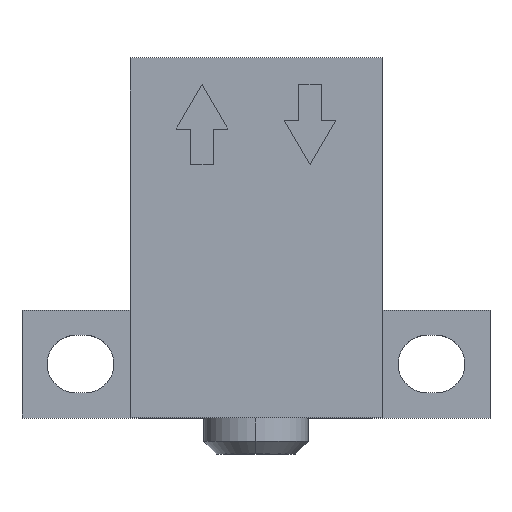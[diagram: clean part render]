
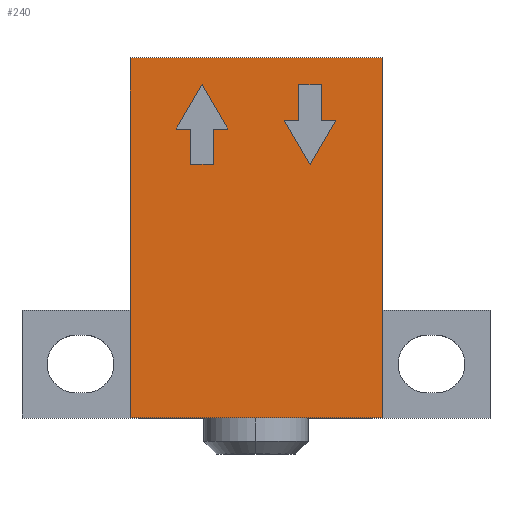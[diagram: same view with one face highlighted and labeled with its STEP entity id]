
A CAD part, top view. The second image highlights one B-rep face of the part: STEP entity #240.
In plain terms, the highlighted planar face has unit normal (0, 0, 1).
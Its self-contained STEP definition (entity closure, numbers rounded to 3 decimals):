
#240=ADVANCED_FACE('',(#535,#536,#537),#380,.T.);
#380=PLANE('',#2841);
#535=FACE_BOUND('',#570,.T.);
#536=FACE_BOUND('',#571,.T.);
#537=FACE_BOUND('',#572,.T.);
#570=EDGE_LOOP('',(#764,#765,#766,#767,#768,#769,#770));
#571=EDGE_LOOP('',(#771,#772,#773,#774));
#572=EDGE_LOOP('',(#775,#776,#777,#778,#779,#780,#781));
#764=ORIENTED_EDGE('',*,*,#1776,.T.);
#765=ORIENTED_EDGE('',*,*,#1777,.T.);
#766=ORIENTED_EDGE('',*,*,#1778,.T.);
#767=ORIENTED_EDGE('',*,*,#1779,.T.);
#768=ORIENTED_EDGE('',*,*,#1780,.T.);
#769=ORIENTED_EDGE('',*,*,#1781,.T.);
#770=ORIENTED_EDGE('',*,*,#1782,.T.);
#771=ORIENTED_EDGE('',*,*,#1783,.T.);
#772=ORIENTED_EDGE('',*,*,#1784,.T.);
#773=ORIENTED_EDGE('',*,*,#1785,.T.);
#774=ORIENTED_EDGE('',*,*,#1786,.T.);
#775=ORIENTED_EDGE('',*,*,#1787,.T.);
#776=ORIENTED_EDGE('',*,*,#1788,.T.);
#777=ORIENTED_EDGE('',*,*,#1789,.T.);
#778=ORIENTED_EDGE('',*,*,#1790,.T.);
#779=ORIENTED_EDGE('',*,*,#1791,.T.);
#780=ORIENTED_EDGE('',*,*,#1792,.T.);
#781=ORIENTED_EDGE('',*,*,#1793,.T.);
#1522=VERTEX_POINT('',#3764);
#1523=VERTEX_POINT('',#3765);
#1524=VERTEX_POINT('',#3767);
#1525=VERTEX_POINT('',#3769);
#1526=VERTEX_POINT('',#3771);
#1527=VERTEX_POINT('',#3773);
#1528=VERTEX_POINT('',#3775);
#1529=VERTEX_POINT('',#3778);
#1530=VERTEX_POINT('',#3779);
#1531=VERTEX_POINT('',#3781);
#1532=VERTEX_POINT('',#3783);
#1533=VERTEX_POINT('',#3786);
#1534=VERTEX_POINT('',#3787);
#1535=VERTEX_POINT('',#3789);
#1536=VERTEX_POINT('',#3791);
#1537=VERTEX_POINT('',#3793);
#1538=VERTEX_POINT('',#3795);
#1539=VERTEX_POINT('',#3797);
#1776=EDGE_CURVE('',#1522,#1523,#2152,.T.);
#1777=EDGE_CURVE('',#1523,#1524,#2153,.T.);
#1778=EDGE_CURVE('',#1524,#1525,#2154,.T.);
#1779=EDGE_CURVE('',#1525,#1526,#2155,.T.);
#1780=EDGE_CURVE('',#1526,#1527,#2156,.T.);
#1781=EDGE_CURVE('',#1527,#1528,#2157,.T.);
#1782=EDGE_CURVE('',#1528,#1522,#2158,.T.);
#1783=EDGE_CURVE('',#1529,#1530,#2159,.T.);
#1784=EDGE_CURVE('',#1530,#1531,#2160,.T.);
#1785=EDGE_CURVE('',#1531,#1532,#2161,.T.);
#1786=EDGE_CURVE('',#1532,#1529,#2162,.T.);
#1787=EDGE_CURVE('',#1533,#1534,#2163,.T.);
#1788=EDGE_CURVE('',#1534,#1535,#2164,.T.);
#1789=EDGE_CURVE('',#1535,#1536,#2165,.T.);
#1790=EDGE_CURVE('',#1536,#1537,#2166,.T.);
#1791=EDGE_CURVE('',#1537,#1538,#2167,.T.);
#1792=EDGE_CURVE('',#1538,#1539,#2168,.T.);
#1793=EDGE_CURVE('',#1539,#1533,#2169,.T.);
#2152=LINE('',#3763,#2511);
#2153=LINE('',#3766,#2512);
#2154=LINE('',#3768,#2513);
#2155=LINE('',#3770,#2514);
#2156=LINE('',#3772,#2515);
#2157=LINE('',#3774,#2516);
#2158=LINE('',#3776,#2517);
#2159=LINE('',#3777,#2518);
#2160=LINE('',#3780,#2519);
#2161=LINE('',#3782,#2520);
#2162=LINE('',#3784,#2521);
#2163=LINE('',#3785,#2522);
#2164=LINE('',#3788,#2523);
#2165=LINE('',#3790,#2524);
#2166=LINE('',#3792,#2525);
#2167=LINE('',#3794,#2526);
#2168=LINE('',#3796,#2527);
#2169=LINE('',#3798,#2528);
#2511=VECTOR('',#3048,1.);
#2512=VECTOR('',#3049,1.);
#2513=VECTOR('',#3050,1.);
#2514=VECTOR('',#3051,1.);
#2515=VECTOR('',#3052,1.);
#2516=VECTOR('',#3053,1.);
#2517=VECTOR('',#3054,1.);
#2518=VECTOR('',#3055,1.);
#2519=VECTOR('',#3056,1.);
#2520=VECTOR('',#3057,1.);
#2521=VECTOR('',#3058,1.);
#2522=VECTOR('',#3059,1.);
#2523=VECTOR('',#3060,1.);
#2524=VECTOR('',#3061,1.);
#2525=VECTOR('',#3062,1.);
#2526=VECTOR('',#3063,1.);
#2527=VECTOR('',#3064,1.);
#2528=VECTOR('',#3065,1.);
#2841=AXIS2_PLACEMENT_3D('',#3799,#3066,#3067);
#3048=DIRECTION('',(-1.,0.,0.));
#3049=DIRECTION('',(0.,1.,0.));
#3050=DIRECTION('',(-1.,0.,0.));
#3051=DIRECTION('',(0.505,0.863,0.));
#3052=DIRECTION('',(0.505,-0.863,0.));
#3053=DIRECTION('',(-1.,0.,0.));
#3054=DIRECTION('',(0.,-1.,0.));
#3055=DIRECTION('',(0.,-1.,0.));
#3056=DIRECTION('',(1.,0.,0.));
#3057=DIRECTION('',(0.,1.,0.));
#3058=DIRECTION('',(-1.,0.,0.));
#3059=DIRECTION('',(1.,0.,0.));
#3060=DIRECTION('',(0.,1.,0.));
#3061=DIRECTION('',(1.,0.,0.));
#3062=DIRECTION('',(0.,-1.,0.));
#3063=DIRECTION('',(1.,0.,0.));
#3064=DIRECTION('',(-0.505,-0.863,0.));
#3065=DIRECTION('',(-0.505,0.863,0.));
#3066=DIRECTION('',(0.,0.,1.));
#3067=DIRECTION('',(1.,0.,0.));
#3763=CARTESIAN_POINT('',(3.,11.1,7.));
#3764=CARTESIAN_POINT('',(7.63,11.1,7.));
#3765=CARTESIAN_POINT('',(6.37,11.1,7.));
#3766=CARTESIAN_POINT('',(6.37,17.,7.));
#3767=CARTESIAN_POINT('',(6.37,13.05,7.));
#3768=CARTESIAN_POINT('',(3.,13.05,7.));
#3769=CARTESIAN_POINT('',(5.565,13.05,7.));
#3770=CARTESIAN_POINT('',(6.632,14.872,7.));
#3771=CARTESIAN_POINT('',(7.,15.5,7.));
#3772=CARTESIAN_POINT('',(5.324,18.361,7.));
#3773=CARTESIAN_POINT('',(8.435,13.05,7.));
#3774=CARTESIAN_POINT('',(3.,13.05,7.));
#3775=CARTESIAN_POINT('',(7.63,13.05,7.));
#3776=CARTESIAN_POINT('',(7.63,17.,7.));
#3777=CARTESIAN_POINT('',(3.,17.,7.));
#3778=CARTESIAN_POINT('',(3.,17.,7.));
#3779=CARTESIAN_POINT('',(3.,-3.,7.));
#3780=CARTESIAN_POINT('',(3.,-3.,7.));
#3781=CARTESIAN_POINT('',(17.,-3.,7.));
#3782=CARTESIAN_POINT('',(17.,17.,7.));
#3783=CARTESIAN_POINT('',(17.,17.,7.));
#3784=CARTESIAN_POINT('',(3.,17.,7.));
#3785=CARTESIAN_POINT('',(3.,13.55,7.));
#3786=CARTESIAN_POINT('',(11.565,13.55,7.));
#3787=CARTESIAN_POINT('',(12.37,13.55,7.));
#3788=CARTESIAN_POINT('',(12.37,17.,7.));
#3789=CARTESIAN_POINT('',(12.37,15.5,7.));
#3790=CARTESIAN_POINT('',(3.,15.5,7.));
#3791=CARTESIAN_POINT('',(13.63,15.5,7.));
#3792=CARTESIAN_POINT('',(13.63,17.,7.));
#3793=CARTESIAN_POINT('',(13.63,13.55,7.));
#3794=CARTESIAN_POINT('',(3.,13.55,7.));
#3795=CARTESIAN_POINT('',(14.435,13.55,7.));
#3796=CARTESIAN_POINT('',(13.019,11.132,7.));
#3797=CARTESIAN_POINT('',(13.,11.1,7.));
#3798=CARTESIAN_POINT('',(7.873,19.854,7.));
#3799=CARTESIAN_POINT('',(3.,17.,7.));
